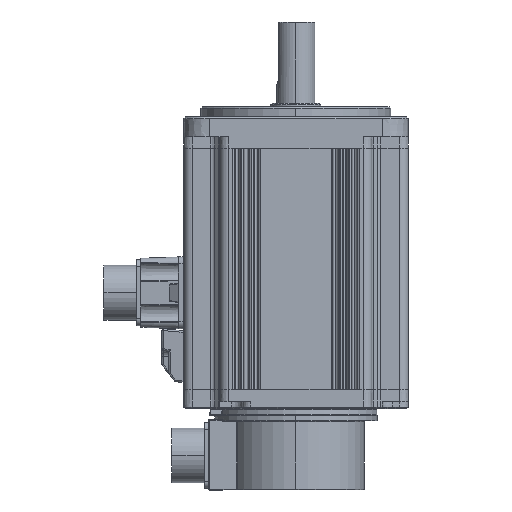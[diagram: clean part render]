
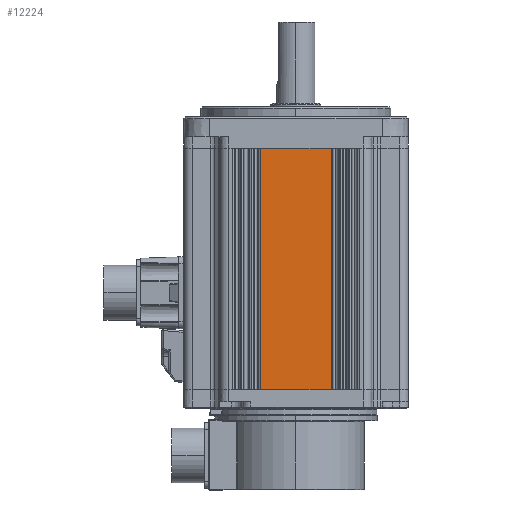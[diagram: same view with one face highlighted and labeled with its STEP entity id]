
A CAD part, left-side view. The second image highlights one B-rep face of the part: STEP entity #12224.
In plain terms, the highlighted planar face has unit normal (-1, 0, 0).
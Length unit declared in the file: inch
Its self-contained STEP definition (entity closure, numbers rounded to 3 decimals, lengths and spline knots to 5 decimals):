
#1246 = CARTESIAN_POINT ( 'NONE',  ( -2.55906, 0.8074, 5.51181 ) ) ;
#1311 = ORIENTED_EDGE ( 'NONE', *, *, #7893, .F. ) ;
#2002 = VECTOR ( 'NONE', #16400, 39.37008 ) ;
#2138 = ORIENTED_EDGE ( 'NONE', *, *, #19448, .F. ) ;
#3103 = DIRECTION ( 'NONE',  ( 0., 0., -1. ) ) ;
#3363 = ORIENTED_EDGE ( 'NONE', *, *, #8137, .T. ) ;
#3651 = CARTESIAN_POINT ( 'NONE',  ( -2.55906, 0.8074, 0. ) ) ;
#4225 = CARTESIAN_POINT ( 'NONE',  ( -2.55906, -0.8074, 5.51181 ) ) ;
#4297 = LINE ( 'NONE', #11238, #2002 ) ;
#4468 = PLANE ( 'NONE',  #17074 ) ;
#5259 = CARTESIAN_POINT ( 'NONE',  ( -2.55906, -0.8074, 0. ) ) ;
#5512 = VERTEX_POINT ( 'NONE', #5259 ) ;
#6007 = VERTEX_POINT ( 'NONE', #4225 ) ;
#6423 = VERTEX_POINT ( 'NONE', #3651 ) ;
#7564 = DIRECTION ( 'NONE',  ( 0., 0., -1. ) ) ;
#7893 = EDGE_CURVE ( 'NONE', #10851, #6007, #15410, .T. ) ;
#8137 = EDGE_CURVE ( 'NONE', #6423, #5512, #4297, .T. ) ;
#8923 = CARTESIAN_POINT ( 'NONE',  ( -2.55906, -0.8074, 2.75591 ) ) ;
#10367 = CARTESIAN_POINT ( 'NONE',  ( -2.55906, 0., 5.51181 ) ) ;
#10851 = VERTEX_POINT ( 'NONE', #1246 ) ;
#10957 = ORIENTED_EDGE ( 'NONE', *, *, #20838, .F. ) ;
#11238 = CARTESIAN_POINT ( 'NONE',  ( -2.55906, 0., 0. ) ) ;
#11929 = DIRECTION ( 'NONE',  ( 0., -1., 0. ) ) ;
#12224 = ADVANCED_FACE ( 'NONE', ( #14786 ), #4468, .F. ) ;
#13171 = LINE ( 'NONE', #14749, #17538 ) ;
#14001 = VECTOR ( 'NONE', #7564, 39.37008 ) ;
#14749 = CARTESIAN_POINT ( 'NONE',  ( -2.55906, 0.8074, 2.75591 ) ) ;
#14786 = FACE_OUTER_BOUND ( 'NONE', #18159, .T. ) ;
#15410 = LINE ( 'NONE', #10367, #21670 ) ;
#16400 = DIRECTION ( 'NONE',  ( 0., -1., 0. ) ) ;
#16469 = CARTESIAN_POINT ( 'NONE',  ( -2.55906, 0., 2.75591 ) ) ;
#17074 = AXIS2_PLACEMENT_3D ( 'NONE', #16469, #18464, #3103 ) ;
#17538 = VECTOR ( 'NONE', #19776, 39.37008 ) ;
#18159 = EDGE_LOOP ( 'NONE', ( #1311, #10957, #3363, #2138 ) ) ;
#18464 = DIRECTION ( 'NONE',  ( 1., 0., 0. ) ) ;
#19448 = EDGE_CURVE ( 'NONE', #6007, #5512, #21124, .T. ) ;
#19776 = DIRECTION ( 'NONE',  ( 0., 0., 1. ) ) ;
#20838 = EDGE_CURVE ( 'NONE', #6423, #10851, #13171, .T. ) ;
#21124 = LINE ( 'NONE', #8923, #14001 ) ;
#21670 = VECTOR ( 'NONE', #11929, 39.37008 ) ;
